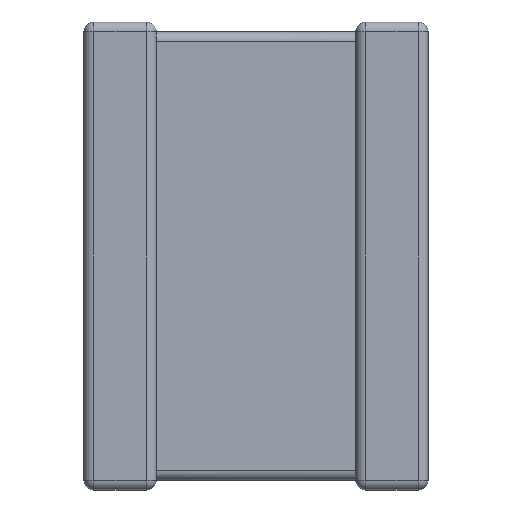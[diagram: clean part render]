
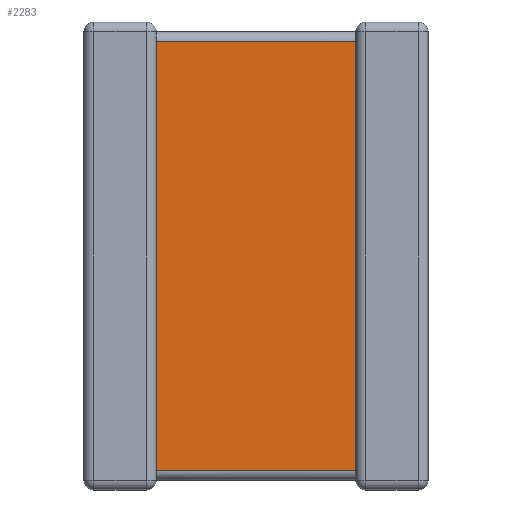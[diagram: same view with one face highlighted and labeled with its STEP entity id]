
A CAD part, front view. The second image highlights one B-rep face of the part: STEP entity #2283.
In plain terms, the highlighted planar face has unit normal (0, -1, 0).
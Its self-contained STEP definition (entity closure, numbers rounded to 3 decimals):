
#20 = VECTOR ( 'NONE', #3458, 1000. ) ;
#78 = DIRECTION ( 'NONE',  ( 0., 0., 1. ) ) ;
#329 = AXIS2_PLACEMENT_3D ( 'NONE', #2844, #756, #3212 ) ;
#349 = CARTESIAN_POINT ( 'NONE',  ( 3.95, 0.141, -6.517 ) ) ;
#641 = CARTESIAN_POINT ( 'NONE',  ( 1.05, 0.141, -0.283 ) ) ;
#664 = LINE ( 'NONE', #810, #3453 ) ;
#756 = DIRECTION ( 'NONE',  ( 0., -1., 0. ) ) ;
#810 = CARTESIAN_POINT ( 'NONE',  ( 3.95, 0.141, -6.517 ) ) ;
#935 = VERTEX_POINT ( 'NONE', #2966 ) ;
#947 = VERTEX_POINT ( 'NONE', #1225 ) ;
#970 = DIRECTION ( 'NONE',  ( -1., 0., 0. ) ) ;
#1036 = EDGE_CURVE ( 'NONE', #935, #3244, #1273, .T. ) ;
#1126 = ORIENTED_EDGE ( 'NONE', *, *, #1036, .T. ) ;
#1225 = CARTESIAN_POINT ( 'NONE',  ( 1.05, 0.141, -6.517 ) ) ;
#1273 = LINE ( 'NONE', #641, #3095 ) ;
#1458 = VERTEX_POINT ( 'NONE', #349 ) ;
#2187 = CARTESIAN_POINT ( 'NONE',  ( 3.95, 0.141, -6.8 ) ) ;
#2283 = ADVANCED_FACE ( 'NONE', ( #4225 ), #2570, .T. ) ;
#2405 = EDGE_CURVE ( 'NONE', #947, #1458, #664, .T. ) ;
#2442 = LINE ( 'NONE', #2187, #4174 ) ;
#2469 = ORIENTED_EDGE ( 'NONE', *, *, #2626, .F. ) ;
#2570 = PLANE ( 'NONE',  #329 ) ;
#2600 = EDGE_LOOP ( 'NONE', ( #2469, #4396, #2757, #1126 ) ) ;
#2626 = EDGE_CURVE ( 'NONE', #947, #3244, #2837, .T. ) ;
#2757 = ORIENTED_EDGE ( 'NONE', *, *, #3330, .T. ) ;
#2837 = LINE ( 'NONE', #3754, #20 ) ;
#2844 = CARTESIAN_POINT ( 'NONE',  ( 1.05, 0.141, -6.8 ) ) ;
#2966 = CARTESIAN_POINT ( 'NONE',  ( 3.95, 0.141, -0.283 ) ) ;
#3095 = VECTOR ( 'NONE', #970, 1000. ) ;
#3212 = DIRECTION ( 'NONE',  ( 0., 0., -1. ) ) ;
#3244 = VERTEX_POINT ( 'NONE', #3804 ) ;
#3330 = EDGE_CURVE ( 'NONE', #1458, #935, #2442, .T. ) ;
#3453 = VECTOR ( 'NONE', #4009, 1000. ) ;
#3458 = DIRECTION ( 'NONE',  ( 0., 0., 1. ) ) ;
#3754 = CARTESIAN_POINT ( 'NONE',  ( 1.05, 0.141, -6.8 ) ) ;
#3804 = CARTESIAN_POINT ( 'NONE',  ( 1.05, 0.141, -0.283 ) ) ;
#4009 = DIRECTION ( 'NONE',  ( 1., 0., 0. ) ) ;
#4174 = VECTOR ( 'NONE', #78, 1000. ) ;
#4225 = FACE_OUTER_BOUND ( 'NONE', #2600, .T. ) ;
#4396 = ORIENTED_EDGE ( 'NONE', *, *, #2405, .T. ) ;
